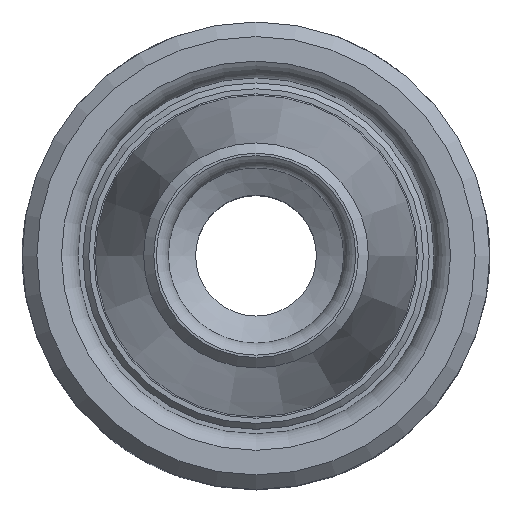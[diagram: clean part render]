
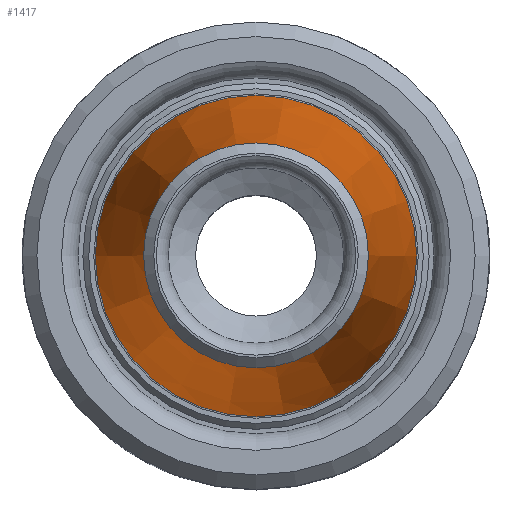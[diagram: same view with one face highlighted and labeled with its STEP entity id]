
A CAD part, top view. The second image highlights one B-rep face of the part: STEP entity #1417.
In plain terms, the highlighted conical face has half-angle 8 degrees and reference radius 5.5 mm.
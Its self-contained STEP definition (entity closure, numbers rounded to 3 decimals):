
#163=CONICAL_SURFACE('',#1514,5.5,0.14);
#225=ORIENTED_EDGE('',*,*,#456,.T.);
#226=ORIENTED_EDGE('',*,*,#435,.F.);
#435=EDGE_CURVE('',#556,#556,#649,.T.);
#456=EDGE_CURVE('',#577,#577,#668,.T.);
#556=VERTEX_POINT('',#1957);
#577=VERTEX_POINT('',#2012);
#649=CIRCLE('',#1483,3.847);
#668=CIRCLE('',#1515,5.5);
#743=EDGE_LOOP('',(#225));
#744=EDGE_LOOP('',(#226));
#849=FACE_BOUND('',#743,.T.);
#850=FACE_BOUND('',#744,.T.);
#1417=ADVANCED_FACE('',(#849,#850),#163,.T.);
#1483=AXIS2_PLACEMENT_3D('',#1956,#1634,#1635);
#1514=AXIS2_PLACEMENT_3D('',#2010,#1698,#1699);
#1515=AXIS2_PLACEMENT_3D('',#2011,#1700,#1701);
#1634=DIRECTION('',(0.,0.,1.));
#1635=DIRECTION('',(1.,0.,0.));
#1698=DIRECTION('',(0.,0.,-1.));
#1699=DIRECTION('',(-1.,0.,0.));
#1700=DIRECTION('',(0.,0.,1.));
#1701=DIRECTION('',(1.,0.,0.));
#1956=CARTESIAN_POINT('',(0.,0.,32.65));
#1957=CARTESIAN_POINT('',(3.847,0.,32.65));
#2010=CARTESIAN_POINT('',(0.,0.,20.888));
#2011=CARTESIAN_POINT('',(0.,0.,20.888));
#2012=CARTESIAN_POINT('',(5.5,0.,20.888));
